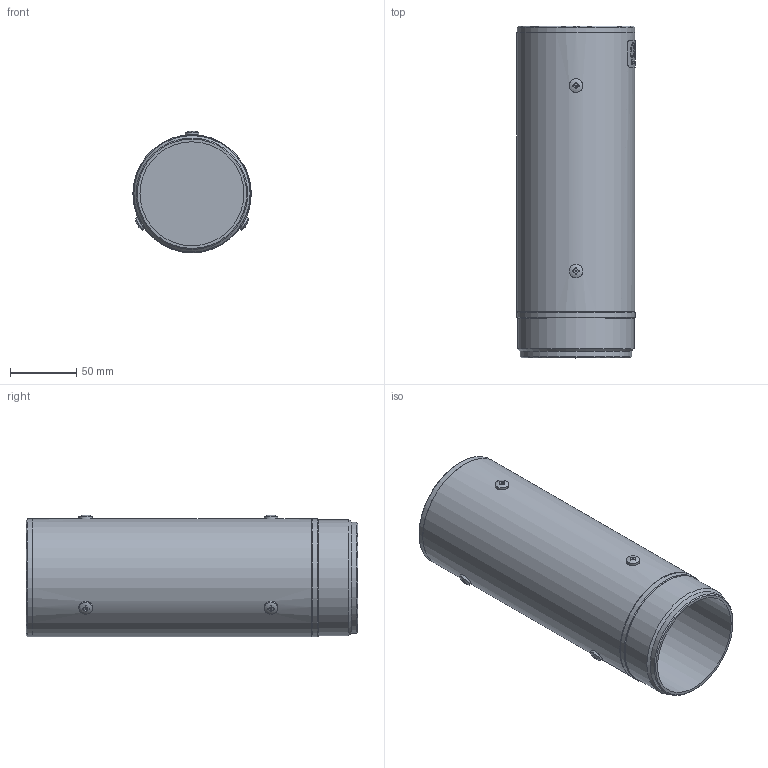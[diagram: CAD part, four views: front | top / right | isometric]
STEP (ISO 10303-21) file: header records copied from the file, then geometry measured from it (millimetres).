
FILE_DESCRIPTION(/* description */ (''),/* implementation_level */ '2;1');
FILE_NAME(/* name */ '50375_High Jet 30.stp',/* time_stamp */ '2015-06-10T09:46:28+02:00',/* author */ ('guzb562'),/* organization */ (''),/* preprocessor_version */ 'ST-DEVELOPER v15.6',/* originating_system */ 'Autodesk Inventor 2015',/* authorisation */ '');
FILE_SCHEMA (('AUTOMOTIVE_DESIGN { 1 0 10303 214 3 1 1 }'));
Length unit declared in the file: millimetre
Products named in the file (1): 50375_High Jet 30
Bounding box: 89.25 x 250.57 x 91.86 mm (x, y, z)
Volume: 1096869.6 mm3; surface area: 112855.3 mm2
Topology: 1 solids, 1 shells, 348 faces, 921 edges, 612 vertices
Faces by surface type: plane 215, bspline 84, cylinder 44, cone 5
Full cylindrical faces by diameter (mm): 8 x6, 10.253 x6, 78.528 x1, 84.192 x1, 87.8 x1, 88.903 x1, 89.103 x1, 89.203 x1
Entity records: 14358 total; most frequent: CARTESIAN_POINT 6276, ORIENTED_EDGE 1790, DIRECTION 1387, EDGE_CURVE 895, VERTEX_POINT 610, AXIS2_PLACEMENT_3D 481, LINE 425, VECTOR 425
